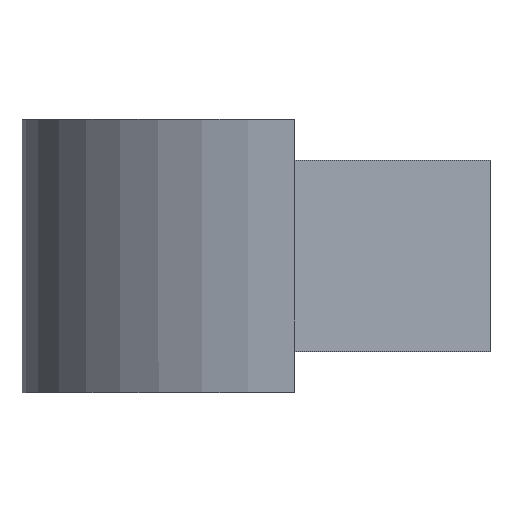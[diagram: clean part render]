
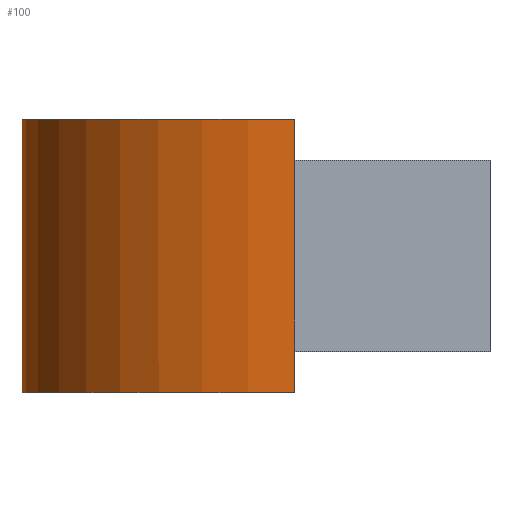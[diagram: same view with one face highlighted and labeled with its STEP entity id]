
A CAD part, top view. The second image highlights one B-rep face of the part: STEP entity #100.
In plain terms, the highlighted cylindrical face has radius 35 mm (diameter 70 mm), a partial arc.
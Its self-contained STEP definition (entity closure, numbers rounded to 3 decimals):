
#54=CYLINDRICAL_SURFACE('',#392,35.);
#79=CIRCLE('',#385,35.);
#81=CIRCLE('',#389,35.);
#100=ADVANCED_FACE('',(#128),#54,.T.);
#128=FACE_OUTER_BOUND('',#155,.T.);
#155=EDGE_LOOP('',(#230,#231,#232,#233));
#230=ORIENTED_EDGE('',*,*,#301,.F.);
#231=ORIENTED_EDGE('',*,*,#302,.T.);
#232=ORIENTED_EDGE('',*,*,#294,.F.);
#233=ORIENTED_EDGE('',*,*,#298,.T.);
#257=VERTEX_POINT('',#549);
#259=VERTEX_POINT('',#552);
#261=VERTEX_POINT('',#558);
#263=VERTEX_POINT('',#564);
#294=EDGE_CURVE('',#257,#259,#79,.T.);
#298=EDGE_CURVE('',#257,#261,#331,.T.);
#301=EDGE_CURVE('',#263,#261,#81,.T.);
#302=EDGE_CURVE('',#263,#259,#333,.T.);
#331=LINE('',#559,#362);
#333=LINE('',#567,#364);
#362=VECTOR('',#466,1.);
#364=VECTOR('',#476,1.);
#385=AXIS2_PLACEMENT_3D('',#551,#459,#460);
#389=AXIS2_PLACEMENT_3D('',#565,#472,#473);
#392=AXIS2_PLACEMENT_3D('',#569,#479,#480);
#459=DIRECTION('',(0.,-1.,0.));
#460=DIRECTION('',(0.,0.,1.));
#466=DIRECTION('',(0.,1.,0.));
#472=DIRECTION('',(0.,1.,0.));
#473=DIRECTION('',(0.,0.,-1.));
#476=DIRECTION('',(0.,-1.,0.));
#479=DIRECTION('',(0.,1.,0.));
#480=DIRECTION('',(0.,0.,1.));
#549=CARTESIAN_POINT('',(29.5,-5.5,59.));
#551=CARTESIAN_POINT('',(29.5,-5.5,24.));
#552=CARTESIAN_POINT('',(-5.5,-5.5,24.));
#558=CARTESIAN_POINT('',(29.5,29.5,59.));
#559=CARTESIAN_POINT('',(29.5,-5.5,59.));
#564=CARTESIAN_POINT('',(-5.5,29.5,24.));
#565=CARTESIAN_POINT('',(29.5,29.5,24.));
#567=CARTESIAN_POINT('',(-5.5,29.5,24.));
#569=CARTESIAN_POINT('',(29.5,0.,24.));
